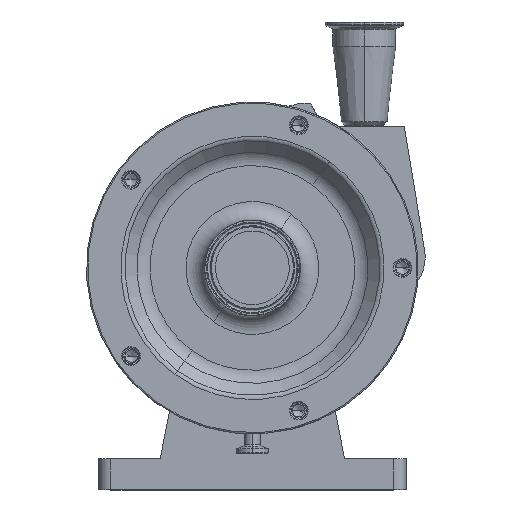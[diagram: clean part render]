
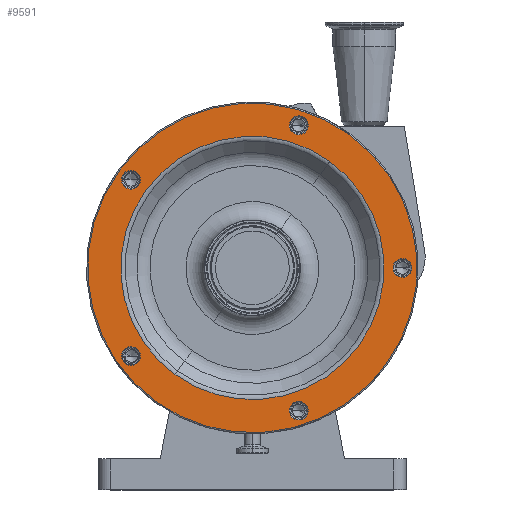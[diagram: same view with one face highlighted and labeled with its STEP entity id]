
A CAD part, top view. The second image highlights one B-rep face of the part: STEP entity #9591.
In plain terms, the highlighted planar face has unit normal (0, 0, 1).
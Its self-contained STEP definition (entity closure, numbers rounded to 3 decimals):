
#145 = EDGE_CURVE ( 'NONE', #3618, #5832, #11629, .T. ) ;
#227 = AXIS2_PLACEMENT_3D ( 'NONE', #7083, #10012, #4105 ) ;
#234 = CIRCLE ( 'NONE', #10145, 7.644 ) ;
#256 = AXIS2_PLACEMENT_3D ( 'NONE', #4284, #6136, #2400 ) ;
#289 = ORIENTED_EDGE ( 'NONE', *, *, #12039, .T. ) ;
#299 = FACE_OUTER_BOUND ( 'NONE', #11230, .T. ) ;
#356 = DIRECTION ( 'NONE',  ( 0., 0., -1. ) ) ;
#359 = AXIS2_PLACEMENT_3D ( 'NONE', #3411, #12087, #1459 ) ;
#467 = AXIS2_PLACEMENT_3D ( 'NONE', #4481, #3545, #4360 ) ;
#490 = DIRECTION ( 'NONE',  ( 0., 0., -1. ) ) ;
#660 = EDGE_CURVE ( 'NONE', #10930, #780, #8035, .T. ) ;
#766 = EDGE_CURVE ( 'NONE', #7847, #4005, #1997, .T. ) ;
#780 = VERTEX_POINT ( 'NONE', #9653 ) ;
#781 = AXIS2_PLACEMENT_3D ( 'NONE', #5655, #847, #4768 ) ;
#847 = DIRECTION ( 'NONE',  ( 0., 0., -1. ) ) ;
#890 = VERTEX_POINT ( 'NONE', #4132 ) ;
#927 = CARTESIAN_POINT ( 'NONE',  ( -94.207, -65.526, 209.5 ) ) ;
#1048 = CIRCLE ( 'NONE', #2070, 134. ) ;
#1159 = CARTESIAN_POINT ( 'NONE',  ( 0., 0., 209.5 ) ) ;
#1190 = VERTEX_POINT ( 'NONE', #10837 ) ;
#1360 = EDGE_CURVE ( 'NONE', #1190, #6924, #9565, .T. ) ;
#1459 = DIRECTION ( 'NONE',  ( -0.588, -0.809, 0. ) ) ;
#1556 = ORIENTED_EDGE ( 'NONE', *, *, #145, .T. ) ;
#1612 = DIRECTION ( 'NONE',  ( -0.588, -0.809, 0. ) ) ;
#1729 = CARTESIAN_POINT ( 'NONE',  ( 37.7, 116.029, 209.5 ) ) ;
#1997 = CIRCLE ( 'NONE', #781, 107.071 ) ;
#2023 = CARTESIAN_POINT ( 'NONE',  ( 33.207, -122.213, 209.5 ) ) ;
#2049 = DIRECTION ( 'NONE',  ( 0., 0., -1. ) ) ;
#2070 = AXIS2_PLACEMENT_3D ( 'NONE', #7971, #7841, #9812 ) ;
#2135 = CARTESIAN_POINT ( 'NONE',  ( 126.493, 6.184, 209.5 ) ) ;
#2188 = DIRECTION ( 'NONE',  ( -0.588, -0.809, 0. ) ) ;
#2215 = CARTESIAN_POINT ( 'NONE',  ( 37.7, 116.029, 209.5 ) ) ;
#2245 = CARTESIAN_POINT ( 'NONE',  ( -108.408, 78.763, 209.5 ) ) ;
#2259 = CARTESIAN_POINT ( 'NONE',  ( 42.193, -109.845, 209.5 ) ) ;
#2320 = FACE_BOUND ( 'NONE', #5427, .T. ) ;
#2375 = FACE_BOUND ( 'NONE', #4446, .T. ) ;
#2400 = DIRECTION ( 'NONE',  ( -0.588, -0.809, 0. ) ) ;
#2526 = ORIENTED_EDGE ( 'NONE', *, *, #5223, .T. ) ;
#2554 = ORIENTED_EDGE ( 'NONE', *, *, #660, .T. ) ;
#2609 = VERTEX_POINT ( 'NONE', #10978 ) ;
#3180 = DIRECTION ( 'NONE',  ( 0., 0., -1. ) ) ;
#3290 = ORIENTED_EDGE ( 'NONE', *, *, #766, .T. ) ;
#3320 = PLANE ( 'NONE',  #8543 ) ;
#3411 = CARTESIAN_POINT ( 'NONE',  ( -98.7, 71.71, 209.5 ) ) ;
#3545 = DIRECTION ( 'NONE',  ( 0., 0., -1. ) ) ;
#3575 = CARTESIAN_POINT ( 'NONE',  ( 37.7, -116.029, 209.5 ) ) ;
#3618 = VERTEX_POINT ( 'NONE', #5298 ) ;
#3641 = CARTESIAN_POINT ( 'NONE',  ( -98.7, -71.71, 209.5 ) ) ;
#3821 = DIRECTION ( 'NONE',  ( 0., 0., -1. ) ) ;
#3931 = AXIS2_PLACEMENT_3D ( 'NONE', #2215, #11024, #4039 ) ;
#4005 = VERTEX_POINT ( 'NONE', #5372 ) ;
#4039 = DIRECTION ( 'NONE',  ( -0.588, -0.809, 0. ) ) ;
#4105 = DIRECTION ( 'NONE',  ( -0.588, -0.809, 0. ) ) ;
#4110 = CIRCLE ( 'NONE', #5522, 134. ) ;
#4123 = DIRECTION ( 'NONE',  ( -0.588, -0.809, 0. ) ) ;
#4132 = CARTESIAN_POINT ( 'NONE',  ( 33.207, 109.845, 209.5 ) ) ;
#4157 = EDGE_CURVE ( 'NONE', #6225, #6402, #1048, .T. ) ;
#4284 = CARTESIAN_POINT ( 'NONE',  ( 122., 0., 209.5 ) ) ;
#4360 = DIRECTION ( 'NONE',  ( -0.588, -0.809, 0. ) ) ;
#4446 = EDGE_LOOP ( 'NONE', ( #12238, #2526 ) ) ;
#4481 = CARTESIAN_POINT ( 'NONE',  ( -98.7, -71.71, 209.5 ) ) ;
#4482 = EDGE_LOOP ( 'NONE', ( #8957, #8681 ) ) ;
#4562 = CARTESIAN_POINT ( 'NONE',  ( 62.935, 86.622, 209.5 ) ) ;
#4768 = DIRECTION ( 'NONE',  ( -0.588, -0.809, 0. ) ) ;
#5086 = FACE_BOUND ( 'NONE', #4482, .T. ) ;
#5151 = AXIS2_PLACEMENT_3D ( 'NONE', #8467, #5610, #5741 ) ;
#5181 = CARTESIAN_POINT ( 'NONE',  ( 78.763, 108.408, 209.5 ) ) ;
#5210 = FACE_BOUND ( 'NONE', #5629, .T. ) ;
#5223 = EDGE_CURVE ( 'NONE', #11767, #9235, #8905, .T. ) ;
#5266 = FACE_BOUND ( 'NONE', #9630, .T. ) ;
#5298 = CARTESIAN_POINT ( 'NONE',  ( 117.507, -6.184, 209.5 ) ) ;
#5372 = CARTESIAN_POINT ( 'NONE',  ( -62.935, -86.622, 209.5 ) ) ;
#5427 = EDGE_LOOP ( 'NONE', ( #11633, #3290 ) ) ;
#5522 = AXIS2_PLACEMENT_3D ( 'NONE', #1159, #2049, #4123 ) ;
#5565 = EDGE_CURVE ( 'NONE', #9235, #11767, #234, .T. ) ;
#5610 = DIRECTION ( 'NONE',  ( 0., 0., -1. ) ) ;
#5629 = EDGE_LOOP ( 'NONE', ( #6601, #1556 ) ) ;
#5655 = CARTESIAN_POINT ( 'NONE',  ( 0., 0., 209.5 ) ) ;
#5671 = ORIENTED_EDGE ( 'NONE', *, *, #7489, .F. ) ;
#5741 = DIRECTION ( 'NONE',  ( -0.588, -0.809, 0. ) ) ;
#5832 = VERTEX_POINT ( 'NONE', #2135 ) ;
#5943 = CIRCLE ( 'NONE', #12006, 7.644 ) ;
#6136 = DIRECTION ( 'NONE',  ( 0., 0., -1. ) ) ;
#6158 = DIRECTION ( 'NONE',  ( -0.588, -0.809, 0. ) ) ;
#6216 = EDGE_CURVE ( 'NONE', #5832, #3618, #8939, .T. ) ;
#6225 = VERTEX_POINT ( 'NONE', #5181 ) ;
#6382 = CARTESIAN_POINT ( 'NONE',  ( -78.763, -108.408, 209.5 ) ) ;
#6402 = VERTEX_POINT ( 'NONE', #6382 ) ;
#6601 = ORIENTED_EDGE ( 'NONE', *, *, #6216, .T. ) ;
#6807 = CARTESIAN_POINT ( 'NONE',  ( -103.193, 65.526, 209.5 ) ) ;
#6924 = VERTEX_POINT ( 'NONE', #927 ) ;
#7083 = CARTESIAN_POINT ( 'NONE',  ( 37.7, -116.029, 209.5 ) ) ;
#7132 = AXIS2_PLACEMENT_3D ( 'NONE', #12041, #3180, #6158 ) ;
#7323 = DIRECTION ( 'NONE',  ( 0., 0., -1. ) ) ;
#7473 = DIRECTION ( 'NONE',  ( 0., 0., -1. ) ) ;
#7489 = EDGE_CURVE ( 'NONE', #6402, #6225, #4110, .T. ) ;
#7742 = EDGE_CURVE ( 'NONE', #890, #2609, #5943, .T. ) ;
#7841 = DIRECTION ( 'NONE',  ( 0., 0., -1. ) ) ;
#7847 = VERTEX_POINT ( 'NONE', #4562 ) ;
#7971 = CARTESIAN_POINT ( 'NONE',  ( 0., 0., 209.5 ) ) ;
#8035 = CIRCLE ( 'NONE', #359, 7.644 ) ;
#8205 = EDGE_CURVE ( 'NONE', #780, #10930, #10379, .T. ) ;
#8467 = CARTESIAN_POINT ( 'NONE',  ( 122., 0., 209.5 ) ) ;
#8543 = AXIS2_PLACEMENT_3D ( 'NONE', #2245, #356, #2188 ) ;
#8601 = ORIENTED_EDGE ( 'NONE', *, *, #8205, .T. ) ;
#8681 = ORIENTED_EDGE ( 'NONE', *, *, #7742, .T. ) ;
#8755 = CIRCLE ( 'NONE', #7132, 107.071 ) ;
#8775 = CARTESIAN_POINT ( 'NONE',  ( -98.7, 71.71, 209.5 ) ) ;
#8905 = CIRCLE ( 'NONE', #227, 7.644 ) ;
#8939 = CIRCLE ( 'NONE', #256, 7.644 ) ;
#8957 = ORIENTED_EDGE ( 'NONE', *, *, #11446, .T. ) ;
#9235 = VERTEX_POINT ( 'NONE', #2259 ) ;
#9565 = CIRCLE ( 'NONE', #467, 7.644 ) ;
#9591 = ADVANCED_FACE ( 'NONE', ( #5086, #5210, #2375, #5266, #10098, #299, #2320 ), #3320, .F. ) ;
#9630 = EDGE_LOOP ( 'NONE', ( #289, #10248 ) ) ;
#9653 = CARTESIAN_POINT ( 'NONE',  ( -94.207, 77.894, 209.5 ) ) ;
#9812 = DIRECTION ( 'NONE',  ( -0.588, -0.809, 0. ) ) ;
#10012 = DIRECTION ( 'NONE',  ( 0., 0., -1. ) ) ;
#10060 = EDGE_CURVE ( 'NONE', #4005, #7847, #8755, .T. ) ;
#10098 = FACE_BOUND ( 'NONE', #11212, .T. ) ;
#10145 = AXIS2_PLACEMENT_3D ( 'NONE', #3575, #490, #1612 ) ;
#10210 = CIRCLE ( 'NONE', #3931, 7.644 ) ;
#10248 = ORIENTED_EDGE ( 'NONE', *, *, #1360, .T. ) ;
#10379 = CIRCLE ( 'NONE', #11173, 7.644 ) ;
#10690 = DIRECTION ( 'NONE',  ( -0.588, -0.809, 0. ) ) ;
#10837 = CARTESIAN_POINT ( 'NONE',  ( -103.193, -77.894, 209.5 ) ) ;
#10930 = VERTEX_POINT ( 'NONE', #6807 ) ;
#10978 = CARTESIAN_POINT ( 'NONE',  ( 42.193, 122.213, 209.5 ) ) ;
#11024 = DIRECTION ( 'NONE',  ( 0., 0., -1. ) ) ;
#11090 = CIRCLE ( 'NONE', #12096, 7.644 ) ;
#11173 = AXIS2_PLACEMENT_3D ( 'NONE', #8775, #3821, #12455 ) ;
#11189 = DIRECTION ( 'NONE',  ( -0.588, -0.809, 0. ) ) ;
#11212 = EDGE_LOOP ( 'NONE', ( #8601, #2554 ) ) ;
#11230 = EDGE_LOOP ( 'NONE', ( #5671, #12086 ) ) ;
#11446 = EDGE_CURVE ( 'NONE', #2609, #890, #10210, .T. ) ;
#11629 = CIRCLE ( 'NONE', #5151, 7.644 ) ;
#11633 = ORIENTED_EDGE ( 'NONE', *, *, #10060, .T. ) ;
#11767 = VERTEX_POINT ( 'NONE', #2023 ) ;
#12006 = AXIS2_PLACEMENT_3D ( 'NONE', #1729, #7473, #10690 ) ;
#12039 = EDGE_CURVE ( 'NONE', #6924, #1190, #11090, .T. ) ;
#12041 = CARTESIAN_POINT ( 'NONE',  ( 0., 0., 209.5 ) ) ;
#12086 = ORIENTED_EDGE ( 'NONE', *, *, #4157, .F. ) ;
#12087 = DIRECTION ( 'NONE',  ( 0., 0., -1. ) ) ;
#12096 = AXIS2_PLACEMENT_3D ( 'NONE', #3641, #7323, #11189 ) ;
#12238 = ORIENTED_EDGE ( 'NONE', *, *, #5565, .T. ) ;
#12455 = DIRECTION ( 'NONE',  ( -0.588, -0.809, 0. ) ) ;
